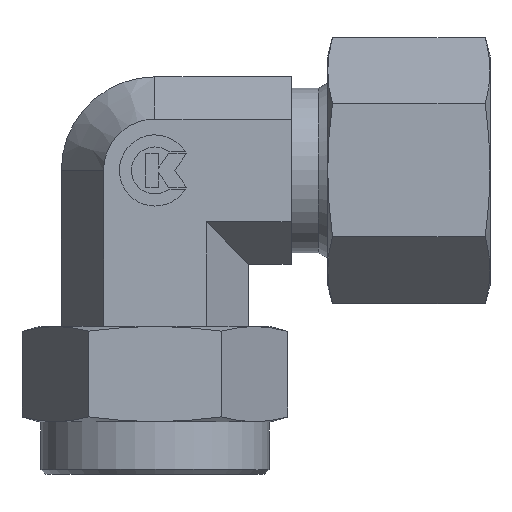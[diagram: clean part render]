
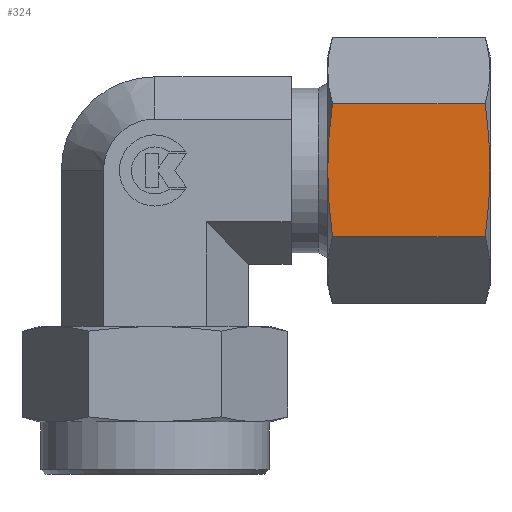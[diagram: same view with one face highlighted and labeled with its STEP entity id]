
A CAD part, top view. The second image highlights one B-rep face of the part: STEP entity #324.
In plain terms, the highlighted planar face has unit normal (0, 0, 1).
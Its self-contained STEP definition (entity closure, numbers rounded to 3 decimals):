
#324 = ADVANCED_FACE( '', ( #670 ), #671, .F. );
#670 = FACE_OUTER_BOUND( '', #1046, .T. );
#671 = PLANE( '', #1047 );
#1046 = EDGE_LOOP( '', ( #2252, #2253, #2254, #2255, #2256, #2257 ) );
#1047 = AXIS2_PLACEMENT_3D( '', #2258, #2259, #2260 );
#2252 = ORIENTED_EDGE( '', *, *, #2825, .F. );
#2253 = ORIENTED_EDGE( '', *, *, #2817, .F. );
#2254 = ORIENTED_EDGE( '', *, *, #2826, .F. );
#2255 = ORIENTED_EDGE( '', *, *, #2827, .F. );
#2256 = ORIENTED_EDGE( '', *, *, #2820, .T. );
#2257 = ORIENTED_EDGE( '', *, *, #2828, .F. );
#2258 = CARTESIAN_POINT( '', ( 32., -6.351, 11. ) );
#2259 = DIRECTION( '', ( 0., 0., -1. ) );
#2260 = DIRECTION( '', ( 0., -1., 0. ) );
#2817 = EDGE_CURVE( '', #3451, #3453, #3454, .T. );
#2820 = EDGE_CURVE( '', #3459, #3456, #3460, .T. );
#2825 = EDGE_CURVE( '', #3453, #3466, #3467, .T. );
#2826 = EDGE_CURVE( '', #3468, #3451, #3469, .T. );
#2827 = EDGE_CURVE( '', #3459, #3468, #3470, .T. );
#2828 = EDGE_CURVE( '', #3466, #3456, #3471, .T. );
#3451 = VERTEX_POINT( '', #4728 );
#3453 = VERTEX_POINT( '', #4739 );
#3454 = LINE( '', #4740, #4741 );
#3456 = VERTEX_POINT( '', #4752 );
#3459 = VERTEX_POINT( '', #4764 );
#3460 = LINE( '', #4765, #4766 );
#3466 = VERTEX_POINT( '', #4800 );
#3467 = ( B_SPLINE_CURVE( 2, ( #4802, #4803, #4804 ), .UNSPECIFIED., .F., .F. )B_SPLINE_CURVE_WITH_KNOTS( ( 3, 3 ), ( 5.307, 12.402 ), .UNSPECIFIED. )RATIONAL_B_SPLINE_CURVE( ( 1.058, 1.068, 1. ) )BOUNDED_CURVE(  )REPRESENTATION_ITEM( '' )GEOMETRIC_REPRESENTATION_ITEM(  )CURVE(  ) );
#3468 = VERTEX_POINT( '', #4811 );
#3469 = ( B_SPLINE_CURVE( 2, ( #4813, #4814, #4815 ), .UNSPECIFIED., .F., .F. )B_SPLINE_CURVE_WITH_KNOTS( ( 3, 3 ), ( 12.402, 19.497 ), .UNSPECIFIED. )RATIONAL_B_SPLINE_CURVE( ( 1., 1.068, 1.058 ) )BOUNDED_CURVE(  )REPRESENTATION_ITEM( '' )GEOMETRIC_REPRESENTATION_ITEM(  )CURVE(  ) );
#3470 = ( B_SPLINE_CURVE( 2, ( #4823, #4824, #4825 ), .UNSPECIFIED., .F., .F. )B_SPLINE_CURVE_WITH_KNOTS( ( 3, 3 ), ( 5.307, 12.402 ), .UNSPECIFIED. )RATIONAL_B_SPLINE_CURVE( ( 1.058, 1.068, 1. ) )BOUNDED_CURVE(  )REPRESENTATION_ITEM( '' )GEOMETRIC_REPRESENTATION_ITEM(  )CURVE(  ) );
#3471 = ( B_SPLINE_CURVE( 2, ( #4833, #4834, #4835 ), .UNSPECIFIED., .F., .F. )B_SPLINE_CURVE_WITH_KNOTS( ( 3, 3 ), ( 12.402, 19.497 ), .UNSPECIFIED. )RATIONAL_B_SPLINE_CURVE( ( 1., 1.068, 1.058 ) )BOUNDED_CURVE(  )REPRESENTATION_ITEM( '' )GEOMETRIC_REPRESENTATION_ITEM(  )CURVE(  ) );
#4728 = CARTESIAN_POINT( '', ( 31.544, -6.351, 11. ) );
#4739 = CARTESIAN_POINT( '', ( 16.956, -6.351, 11. ) );
#4740 = CARTESIAN_POINT( '', ( 32., -6.351, 11. ) );
#4741 = VECTOR( '', #5536, 1. );
#4752 = CARTESIAN_POINT( '', ( 16.956, 6.351, 11. ) );
#4764 = CARTESIAN_POINT( '', ( 31.544, 6.351, 11. ) );
#4765 = CARTESIAN_POINT( '', ( 32., 6.351, 11. ) );
#4766 = VECTOR( '', #5537, 1. );
#4800 = CARTESIAN_POINT( '', ( 16.5, 0., 11. ) );
#4802 = CARTESIAN_POINT( '', ( 16.956, -6.351, 11. ) );
#4803 = CARTESIAN_POINT( '', ( 16.5, -2.947, 11. ) );
#4804 = CARTESIAN_POINT( '', ( 16.5, 0., 11. ) );
#4811 = CARTESIAN_POINT( '', ( 32., 0., 11. ) );
#4813 = CARTESIAN_POINT( '', ( 32., 0., 11. ) );
#4814 = CARTESIAN_POINT( '', ( 32., -2.947, 11. ) );
#4815 = CARTESIAN_POINT( '', ( 31.544, -6.351, 11. ) );
#4823 = CARTESIAN_POINT( '', ( 31.544, 6.351, 11. ) );
#4824 = CARTESIAN_POINT( '', ( 32., 2.947, 11. ) );
#4825 = CARTESIAN_POINT( '', ( 32., 0., 11. ) );
#4833 = CARTESIAN_POINT( '', ( 16.5, 0., 11. ) );
#4834 = CARTESIAN_POINT( '', ( 16.5, 2.947, 11. ) );
#4835 = CARTESIAN_POINT( '', ( 16.956, 6.351, 11. ) );
#5536 = DIRECTION( '', ( -1., 0., 0. ) );
#5537 = DIRECTION( '', ( -1., 0., 0. ) );
